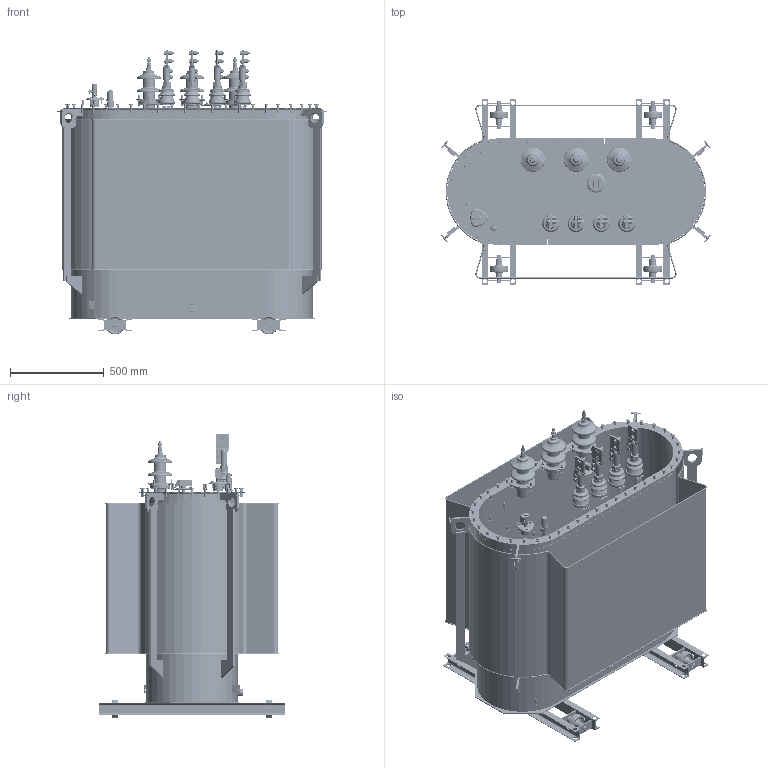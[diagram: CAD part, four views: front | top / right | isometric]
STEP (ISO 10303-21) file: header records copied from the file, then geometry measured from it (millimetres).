
FILE_DESCRIPTION(/* description */ (''),/* implementation_level */ '2;1');
FILE_NAME(/* name */ '!!!ВИЕЛ.672233.045_СБ_Трансформатор ТМГ11_630_10_У1(ХЛ1)_Shrinkwrap_1.stp',/* time_stamp */ '2016-07-27T10:50:29+03:00',/* author */ ('54405'),/* organization */ (''),/* preprocessor_version */ 'ST-DEVELOPER v15.2',/* originating_system */ 'Autodesk Inventor 2014',/* authorisation */ '');
FILE_SCHEMA (('AUTOMOTIVE_DESIGN { 1 0 10303 214 3 1 1 }'));
Products named in the file (1):  ТМГ11_63
0_10_У1(ХЛ1)_Shrinkwrap_1
Bounding box: 1440.27 x 994 x 1516.96 mm (x, y, z)
Volume: 22377950.7 mm3; surface area: 15389459 mm2
Topology: 126 solids, 146 shells, 5046 faces, 12053 edges, 7733 vertices
Faces by surface type: plane 2680, cylinder 1032, bspline 557, cone 399, torus 325, sphere 53
Full cylindrical faces by diameter (mm): 1.6 x3, 3.1 x4, 3.2 x1, 3.96 x1, 4 x5, 4.134 x1, 4.5 x3, 4.95 x1, 5 x1, 5.3 x1, 5.5 x2, 6 x21, 6.2 x5, 6.5 x1, 7.1 x2, 7.5 x1, 7.92 x3, 8 x7, 8.4 x6, 8.746 x15, 9 x8, 9.9 x46, 10 x66, 10.8 x3, 11 x1, 11.88 x16, 12 x57, 12.5 x3, 13 x86, 14 x2
Entity records: 197592 total; most frequent: CARTESIAN_POINT 53450, ORIENTED_EDGE 27848, DIRECTION 26702, EDGE_CURVE 13903, AXIS2_PLACEMENT_3D 9906, VERTEX_POINT 9710, EDGE_LOOP 8656, LINE 6890
